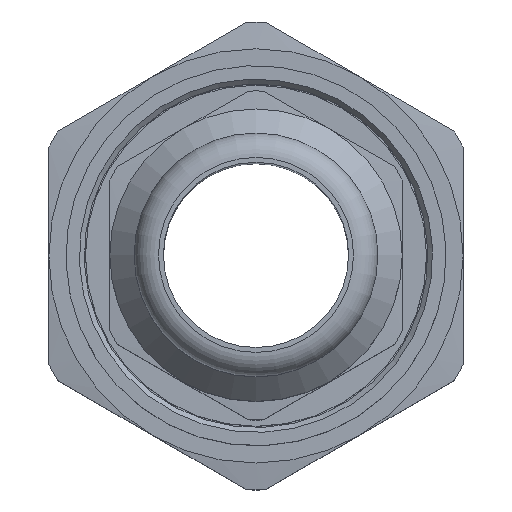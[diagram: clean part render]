
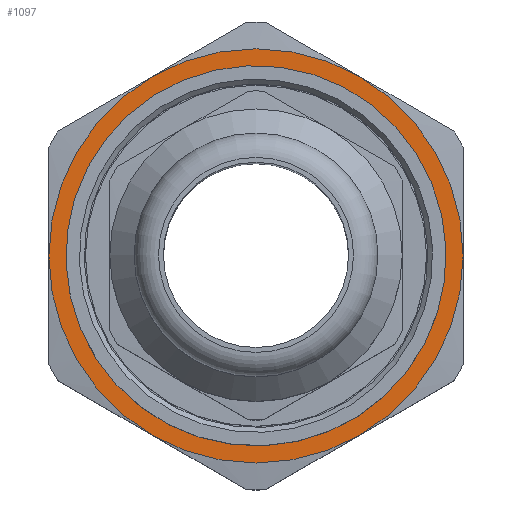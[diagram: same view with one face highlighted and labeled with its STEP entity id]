
A CAD part, top view. The second image highlights one B-rep face of the part: STEP entity #1097.
In plain terms, the highlighted planar face has unit normal (0, 0, 1).
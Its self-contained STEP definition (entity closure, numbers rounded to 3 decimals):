
#60=FACE_BOUND('',#182,.T.);
#67=PLANE('',#1191);
#112=FACE_OUTER_BOUND('',#181,.T.);
#181=EDGE_LOOP('',(#730,#731,#732,#733,#734,#735));
#182=EDGE_LOOP('',(#736));
#335=CIRCLE('',#1190,7.8);
#336=CIRCLE('',#1192,8.5);
#337=CIRCLE('',#1193,8.5);
#338=CIRCLE('',#1194,8.5);
#339=CIRCLE('',#1195,8.5);
#340=CIRCLE('',#1196,8.5);
#341=CIRCLE('',#1197,8.5);
#428=VERTEX_POINT('',#1724);
#429=VERTEX_POINT('',#1728);
#430=VERTEX_POINT('',#1729);
#431=VERTEX_POINT('',#1731);
#432=VERTEX_POINT('',#1733);
#433=VERTEX_POINT('',#1735);
#434=VERTEX_POINT('',#1737);
#546=EDGE_CURVE('',#428,#428,#335,.T.);
#547=EDGE_CURVE('',#429,#430,#336,.T.);
#548=EDGE_CURVE('',#430,#431,#337,.T.);
#549=EDGE_CURVE('',#431,#432,#338,.T.);
#550=EDGE_CURVE('',#432,#433,#339,.T.);
#551=EDGE_CURVE('',#433,#434,#340,.T.);
#552=EDGE_CURVE('',#434,#429,#341,.T.);
#730=ORIENTED_EDGE('',*,*,#547,.T.);
#731=ORIENTED_EDGE('',*,*,#548,.T.);
#732=ORIENTED_EDGE('',*,*,#549,.T.);
#733=ORIENTED_EDGE('',*,*,#550,.T.);
#734=ORIENTED_EDGE('',*,*,#551,.T.);
#735=ORIENTED_EDGE('',*,*,#552,.T.);
#736=ORIENTED_EDGE('',*,*,#546,.T.);
#1097=ADVANCED_FACE('',(#112,#60),#67,.T.);
#1190=AXIS2_PLACEMENT_3D('',#1726,#1367,#1368);
#1191=AXIS2_PLACEMENT_3D('',#1727,#1369,#1370);
#1192=AXIS2_PLACEMENT_3D('',#1730,#1371,#1372);
#1193=AXIS2_PLACEMENT_3D('',#1732,#1373,#1374);
#1194=AXIS2_PLACEMENT_3D('',#1734,#1375,#1376);
#1195=AXIS2_PLACEMENT_3D('',#1736,#1377,#1378);
#1196=AXIS2_PLACEMENT_3D('',#1738,#1379,#1380);
#1197=AXIS2_PLACEMENT_3D('',#1739,#1381,#1382);
#1367=DIRECTION('center_axis',(0.,0.,-1.));
#1368=DIRECTION('ref_axis',(-0.13,-0.992,0.));
#1369=DIRECTION('center_axis',(0.,0.,1.));
#1370=DIRECTION('ref_axis',(1.,0.,0.));
#1371=DIRECTION('center_axis',(0.,0.,1.));
#1372=DIRECTION('ref_axis',(0.,-1.,0.));
#1373=DIRECTION('center_axis',(0.,0.,1.));
#1374=DIRECTION('ref_axis',(0.,-1.,0.));
#1375=DIRECTION('center_axis',(0.,0.,1.));
#1376=DIRECTION('ref_axis',(0.,-1.,0.));
#1377=DIRECTION('center_axis',(0.,0.,1.));
#1378=DIRECTION('ref_axis',(0.,-1.,0.));
#1379=DIRECTION('center_axis',(0.,0.,1.));
#1380=DIRECTION('ref_axis',(0.,-1.,0.));
#1381=DIRECTION('center_axis',(0.,0.,1.));
#1382=DIRECTION('ref_axis',(0.,-1.,0.));
#1724=CARTESIAN_POINT('',(1.011,7.734,0.));
#1726=CARTESIAN_POINT('Origin',(0.,0.,
0.));
#1727=CARTESIAN_POINT('Origin',(0.,0.,
0.));
#1728=CARTESIAN_POINT('',(4.25,7.361,0.));
#1729=CARTESIAN_POINT('',(-4.25,7.361,0.));
#1730=CARTESIAN_POINT('Origin',(0.,0.,0.));
#1731=CARTESIAN_POINT('',(-8.5,0.,0.));
#1732=CARTESIAN_POINT('Origin',(0.,0.,0.));
#1733=CARTESIAN_POINT('',(-4.25,-7.361,0.));
#1734=CARTESIAN_POINT('Origin',(0.,0.,0.));
#1735=CARTESIAN_POINT('',(4.25,-7.361,0.));
#1736=CARTESIAN_POINT('Origin',(0.,0.,0.));
#1737=CARTESIAN_POINT('',(8.5,0.,0.));
#1738=CARTESIAN_POINT('Origin',(0.,0.,0.));
#1739=CARTESIAN_POINT('Origin',(0.,0.,0.));
